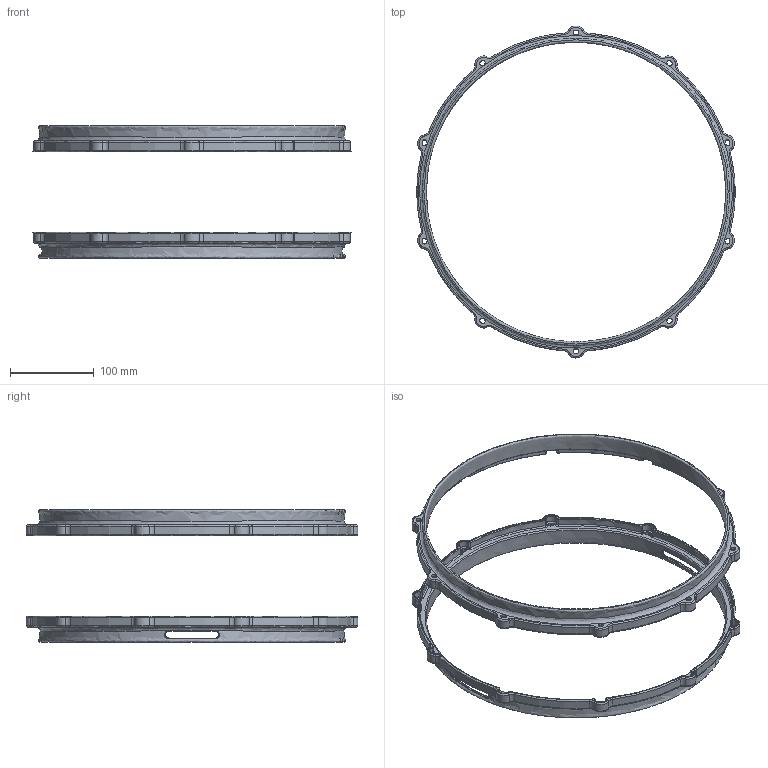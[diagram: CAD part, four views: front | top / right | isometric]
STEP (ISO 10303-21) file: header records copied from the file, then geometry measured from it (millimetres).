
FILE_DESCRIPTION(/* description */ (''),/* implementation_level */ '2;1');
FILE_NAME(/* name */ 'Untitled.step',/* time_stamp */ '2019-08-02T23:44:21-06:00',/* author */ (''),/* organization */ (''),/* preprocessor_version */ 'ST-DEVELOPER v18',/* originating_system */ 'Autodesk Translation Framework v8.2.0.1029',/* authorisation */ '');
FILE_SCHEMA (('AUTOMOTIVE_DESIGN { 1 0 10303 214 3 1 1 }'));
Products named in the file (1): (Unsaved)
Bounding box: 380.58 x 396.88 x 158.26 mm (x, y, z)
Volume: 318252.3 mm3; surface area: 191275.3 mm2
Topology: 2 solids, 2 shells, 602 faces, 1456 edges, 857 vertices
Faces by surface type: bspline 388, cylinder 84, torus 80, plane 50
Entity records: 38215 total; most frequent: CARTESIAN_POINT 26147, ORIENTED_EDGE 2912, DIRECTION 1848, EDGE_CURVE 1456, VERTEX_POINT 857, AXIS2_PLACEMENT_3D 800, EDGE_LOOP 649, B_SPLINE_CURVE_WITH_KNOTS 623
